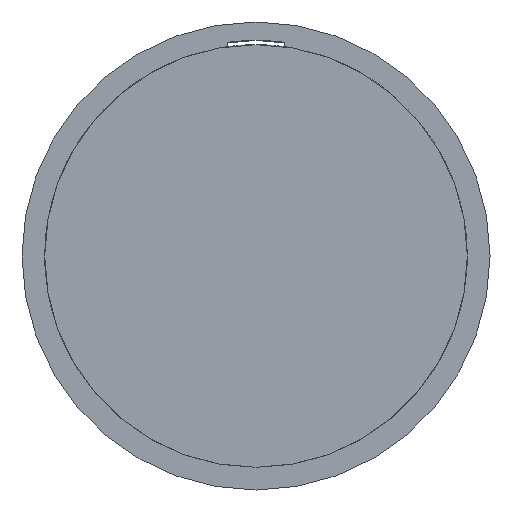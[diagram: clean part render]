
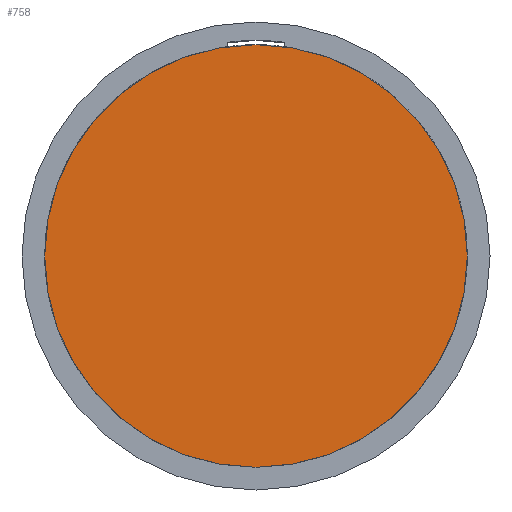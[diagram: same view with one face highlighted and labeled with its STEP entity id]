
A CAD part, front view. The second image highlights one B-rep face of the part: STEP entity #758.
In plain terms, the highlighted planar face has unit normal (0, -1, 0).
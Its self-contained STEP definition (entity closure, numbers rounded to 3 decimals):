
#4 = DIRECTION ( 'NONE',  ( 0., 1., 0. ) ) ;
#11 = AXIS2_PLACEMENT_3D ( 'NONE', #330, #4, #629 ) ;
#16 = DIRECTION ( 'NONE',  ( 0., 0., -1. ) ) ;
#30 = CARTESIAN_POINT ( 'NONE',  ( 0., 0., 0. ) ) ;
#67 = EDGE_LOOP ( 'NONE', ( #391, #567 ) ) ;
#89 = CARTESIAN_POINT ( 'NONE',  ( 0., 0., 149. ) ) ;
#92 = EDGE_CURVE ( 'NONE', #595, #97, #453, .T. ) ;
#97 = VERTEX_POINT ( 'NONE', #89 ) ;
#107 = CIRCLE ( 'NONE', #162, 149. ) ;
#162 = AXIS2_PLACEMENT_3D ( 'NONE', #622, #560, #16 ) ;
#223 = DIRECTION ( 'NONE',  ( 0., 0., -1. ) ) ;
#330 = CARTESIAN_POINT ( 'NONE',  ( 0., 0., 0. ) ) ;
#391 = ORIENTED_EDGE ( 'NONE', *, *, #92, .T. ) ;
#447 = AXIS2_PLACEMENT_3D ( 'NONE', #30, #472, #223 ) ;
#453 = CIRCLE ( 'NONE', #447, 149. ) ;
#454 = PLANE ( 'NONE',  #11 ) ;
#472 = DIRECTION ( 'NONE',  ( 0., -1., 0. ) ) ;
#515 = CARTESIAN_POINT ( 'NONE',  ( 0., 0., -149. ) ) ;
#523 = EDGE_CURVE ( 'NONE', #97, #595, #107, .T. ) ;
#533 = FACE_OUTER_BOUND ( 'NONE', #67, .T. ) ;
#560 = DIRECTION ( 'NONE',  ( 0., -1., 0. ) ) ;
#567 = ORIENTED_EDGE ( 'NONE', *, *, #523, .T. ) ;
#595 = VERTEX_POINT ( 'NONE', #515 ) ;
#622 = CARTESIAN_POINT ( 'NONE',  ( 0., 0., 0. ) ) ;
#629 = DIRECTION ( 'NONE',  ( 0., 0., 1. ) ) ;
#758 = ADVANCED_FACE ( 'NONE', ( #533 ), #454, .F. ) ;
